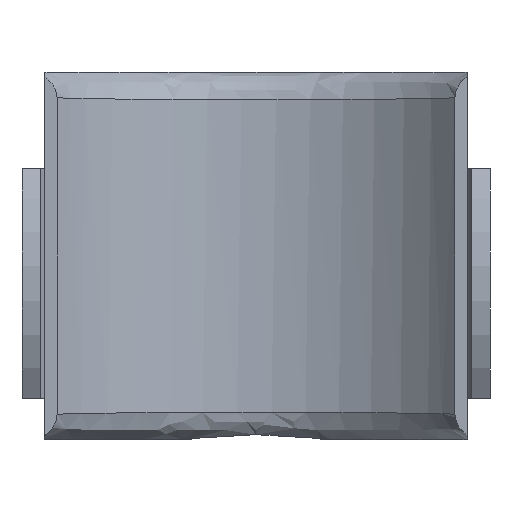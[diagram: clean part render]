
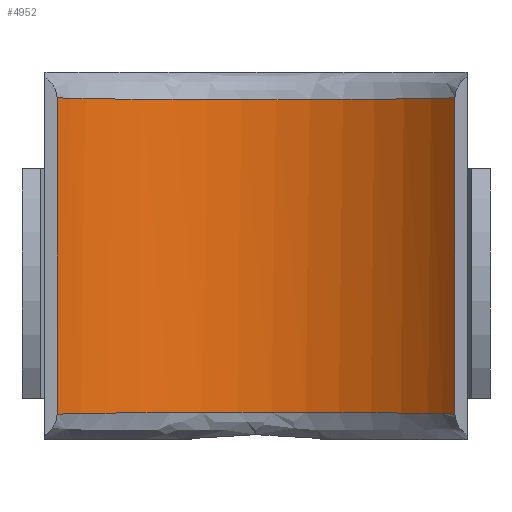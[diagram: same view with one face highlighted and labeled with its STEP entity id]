
A CAD part, front view. The second image highlights one B-rep face of the part: STEP entity #4952.
In plain terms, the highlighted cylindrical face has radius 28.5 mm (diameter 57 mm), a partial arc.
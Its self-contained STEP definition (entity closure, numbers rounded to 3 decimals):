
#252 = CARTESIAN_POINT ( 'NONE',  ( 10.089, -1.767, -17.064 ) ) ;
#270 = CARTESIAN_POINT ( 'NONE',  ( 12.41, -2.839, -17.08 ) ) ;
#344 = CARTESIAN_POINT ( 'NONE',  ( 2.064, -0.056, 17.043 ) ) ;
#384 = CARTESIAN_POINT ( 'NONE',  ( -21.679, -10., 17.234 ) ) ;
#699 = CARTESIAN_POINT ( 'NONE',  ( -10.994, -2.201, -17.071 ) ) ;
#744 = CARTESIAN_POINT ( 'NONE',  ( -9.551, -1.643, -17.063 ) ) ;
#758 = CARTESIAN_POINT ( 'NONE',  ( 0., -28.5, 20. ) ) ;
#764 = CARTESIAN_POINT ( 'NONE',  ( -7.095, -0.878, -17.052 ) ) ;
#819 = CARTESIAN_POINT ( 'NONE',  ( -7.095, -0.878, 17.052 ) ) ;
#822 = EDGE_LOOP ( 'NONE', ( #3088, #3949, #4365, #2488 ) ) ;
#838 = CARTESIAN_POINT ( 'NONE',  ( -18.788, -7.063, 17.161 ) ) ;
#943 = B_SPLINE_CURVE_WITH_KNOTS ( 'NONE', 3,
 ( #6198, #4240, #4674, #5214, #1292, #1786, #5195, #3769, #4707, #3247, #1352, #4753, #1826, #6117, #1747, #344, #4690, #4261, #4731, #819, #1767, #2281, #3213, #2259, #3749, #5174, #2774, #2240, #5231, #838, #5646, #2225, #1800, #384 ),
 .UNSPECIFIED., .F., .F.,
 ( 4, 2, 2, 2, 2, 2, 2, 2, 2, 2, 2, 2, 2, 2, 2, 2, 4 ),
 ( 0., 0.006, 0.009, 0.011, 0.012, 0.018, 0.02, 0.021, 0.024, 0.031, 0.034, 0.035, 0.037, 0.043, 0.044, 0.046, 0.049 ),
 .UNSPECIFIED. ) ;
#1176 = CARTESIAN_POINT ( 'NONE',  ( 5.129, -0.461, -17.047 ) ) ;
#1213 = CARTESIAN_POINT ( 'NONE',  ( -4.102, -0.223, -17.044 ) ) ;
#1234 = CARTESIAN_POINT ( 'NONE',  ( -8.083, -1.151, -17.056 ) ) ;
#1292 = CARTESIAN_POINT ( 'NONE',  ( 15.557, -4.598, 17.11 ) ) ;
#1333 = CARTESIAN_POINT ( 'NONE',  ( -21.679, -10., 17.234 ) ) ;
#1352 = CARTESIAN_POINT ( 'NONE',  ( 8.154, -1.114, 17.055 ) ) ;
#1432 = VERTEX_POINT ( 'NONE', #5386 ) ;
#1554 = AXIS2_PLACEMENT_3D ( 'NONE', #758, #3724, #4219 ) ;
#1569 = VECTOR ( 'NONE', #4028, 1000. ) ;
#1647 = CARTESIAN_POINT ( 'NONE',  ( 3.6, -0.224, -17.045 ) ) ;
#1747 = CARTESIAN_POINT ( 'NONE',  ( 3.6, -0.224, 17.045 ) ) ;
#1751 = EDGE_CURVE ( 'NONE', #2960, #1432, #2374, .T. ) ;
#1767 = CARTESIAN_POINT ( 'NONE',  ( -8.083, -1.151, 17.056 ) ) ;
#1786 = CARTESIAN_POINT ( 'NONE',  ( 14.229, -3.801, 17.096 ) ) ;
#1800 = CARTESIAN_POINT ( 'NONE',  ( -21.008, -9.213, 17.213 ) ) ;
#1826 = CARTESIAN_POINT ( 'NONE',  ( 5.129, -0.461, 17.047 ) ) ;
#2130 = CARTESIAN_POINT ( 'NONE',  ( 13.779, -3.547, -17.092 ) ) ;
#2152 = CARTESIAN_POINT ( 'NONE',  ( -10.038, -1.821, -17.065 ) ) ;
#2225 = CARTESIAN_POINT ( 'NONE',  ( -20.297, -8.466, 17.194 ) ) ;
#2240 = CARTESIAN_POINT ( 'NONE',  ( -17.594, -6.073, 17.139 ) ) ;
#2259 = CARTESIAN_POINT ( 'NONE',  ( -10.994, -2.201, 17.071 ) ) ;
#2281 = CARTESIAN_POINT ( 'NONE',  ( -9.551, -1.643, 17.063 ) ) ;
#2374 = B_SPLINE_CURVE_WITH_KNOTS ( 'NONE', 3,
 ( #5555, #3136, #4603, #5070, #3110, #2655, #3632, #5991, #5093, #3588, #699, #2152, #744, #1234, #764, #1213, #4578, #4084, #4149, #1647, #5577, #1176, #5053, #3177, #252, #270, #4166, #2130, #6106, #6145, #3198, #3710, #2780, #5632 ),
 .UNSPECIFIED., .F., .F.,
 ( 4, 2, 2, 2, 2, 2, 2, 2, 2, 2, 2, 2, 2, 2, 2, 2, 4 ),
 ( 0., 0.003, 0.005, 0.006, 0.012, 0.014, 0.015, 0.019, 0.025, 0.028, 0.029, 0.031, 0.037, 0.039, 0.04, 0.043, 0.049 ),
 .UNSPECIFIED. ) ;
#2488 = ORIENTED_EDGE ( 'NONE', *, *, #4494, .T. ) ;
#2655 = CARTESIAN_POINT ( 'NONE',  ( -17.999, -6.397, -17.146 ) ) ;
#2774 = CARTESIAN_POINT ( 'NONE',  ( -15.54, -4.52, 17.108 ) ) ;
#2780 = CARTESIAN_POINT ( 'NONE',  ( 20.336, -8.426, -17.191 ) ) ;
#2960 = VERTEX_POINT ( 'NONE', #4696 ) ;
#3012 = VERTEX_POINT ( 'NONE', #3694 ) ;
#3088 = ORIENTED_EDGE ( 'NONE', *, *, #3343, .F. ) ;
#3110 = CARTESIAN_POINT ( 'NONE',  ( -18.788, -7.063, -17.161 ) ) ;
#3136 = CARTESIAN_POINT ( 'NONE',  ( -21.008, -9.213, -17.213 ) ) ;
#3177 = CARTESIAN_POINT ( 'NONE',  ( 8.154, -1.114, -17.055 ) ) ;
#3198 = CARTESIAN_POINT ( 'NONE',  ( 16.407, -5.174, -17.121 ) ) ;
#3213 = CARTESIAN_POINT ( 'NONE',  ( -10.038, -1.821, 17.065 ) ) ;
#3247 = CARTESIAN_POINT ( 'NONE',  ( 10.089, -1.767, 17.064 ) ) ;
#3343 = EDGE_CURVE ( 'NONE', #2960, #4513, #5439, .T. ) ;
#3523 = FACE_OUTER_BOUND ( 'NONE', #822, .T. ) ;
#3588 = CARTESIAN_POINT ( 'NONE',  ( -11.465, -2.403, -17.074 ) ) ;
#3632 = CARTESIAN_POINT ( 'NONE',  ( -17.594, -6.073, -17.139 ) ) ;
#3694 = CARTESIAN_POINT ( 'NONE',  ( 21.679, -10., 17.234 ) ) ;
#3710 = CARTESIAN_POINT ( 'NONE',  ( 18.848, -7.025, -17.159 ) ) ;
#3724 = DIRECTION ( 'NONE',  ( 0., 0., -1. ) ) ;
#3749 = CARTESIAN_POINT ( 'NONE',  ( -11.465, -2.403, 17.074 ) ) ;
#3769 = CARTESIAN_POINT ( 'NONE',  ( 12.87, -3.066, 17.084 ) ) ;
#3831 = EDGE_CURVE ( 'NONE', #3012, #1432, #4541, .T. ) ;
#3949 = ORIENTED_EDGE ( 'NONE', *, *, #1751, .T. ) ;
#3988 = CYLINDRICAL_SURFACE ( 'NONE', #1554, 28.5 ) ;
#4028 = DIRECTION ( 'NONE',  ( 0., 0., 1. ) ) ;
#4084 = CARTESIAN_POINT ( 'NONE',  ( 1.034, 0., -17.042 ) ) ;
#4149 = CARTESIAN_POINT ( 'NONE',  ( 2.064, -0.056, -17.043 ) ) ;
#4166 = CARTESIAN_POINT ( 'NONE',  ( 12.87, -3.066, -17.084 ) ) ;
#4219 = DIRECTION ( 'NONE',  ( -1., 0., 0. ) ) ;
#4240 = CARTESIAN_POINT ( 'NONE',  ( 20.336, -8.426, 17.191 ) ) ;
#4261 = CARTESIAN_POINT ( 'NONE',  ( -2.07, 0., 17.042 ) ) ;
#4365 = ORIENTED_EDGE ( 'NONE', *, *, #3831, .F. ) ;
#4494 = EDGE_CURVE ( 'NONE', #3012, #4513, #943, .T. ) ;
#4513 = VERTEX_POINT ( 'NONE', #1333 ) ;
#4541 = LINE ( 'NONE', #5034, #5879 ) ;
#4578 = CARTESIAN_POINT ( 'NONE',  ( -2.07, 0., -17.042 ) ) ;
#4603 = CARTESIAN_POINT ( 'NONE',  ( -20.297, -8.466, -17.194 ) ) ;
#4674 = CARTESIAN_POINT ( 'NONE',  ( 18.848, -7.025, 17.159 ) ) ;
#4690 = CARTESIAN_POINT ( 'NONE',  ( 1.034, 0., 17.042 ) ) ;
#4696 = CARTESIAN_POINT ( 'NONE',  ( -21.679, -10., -17.234 ) ) ;
#4707 = CARTESIAN_POINT ( 'NONE',  ( 12.41, -2.839, 17.08 ) ) ;
#4731 = CARTESIAN_POINT ( 'NONE',  ( -4.102, -0.223, 17.044 ) ) ;
#4753 = CARTESIAN_POINT ( 'NONE',  ( 5.638, -0.559, 17.049 ) ) ;
#4952 = ADVANCED_FACE ( 'NONE', ( #3523 ), #3988, .F. ) ;
#4999 = CARTESIAN_POINT ( 'NONE',  ( -21.679, -10., 20. ) ) ;
#5034 = CARTESIAN_POINT ( 'NONE',  ( 21.679, -10., 20. ) ) ;
#5053 = CARTESIAN_POINT ( 'NONE',  ( 5.638, -0.559, -17.049 ) ) ;
#5070 = CARTESIAN_POINT ( 'NONE',  ( -19.173, -7.407, -17.169 ) ) ;
#5071 = DIRECTION ( 'NONE',  ( 0., 0., -1. ) ) ;
#5093 = CARTESIAN_POINT ( 'NONE',  ( -13.787, -3.473, -17.09 ) ) ;
#5174 = CARTESIAN_POINT ( 'NONE',  ( -13.787, -3.473, 17.09 ) ) ;
#5195 = CARTESIAN_POINT ( 'NONE',  ( 13.779, -3.547, 17.092 ) ) ;
#5214 = CARTESIAN_POINT ( 'NONE',  ( 16.407, -5.174, 17.121 ) ) ;
#5231 = CARTESIAN_POINT ( 'NONE',  ( -17.999, -6.397, 17.146 ) ) ;
#5386 = CARTESIAN_POINT ( 'NONE',  ( 21.679, -10., -17.234 ) ) ;
#5439 = LINE ( 'NONE', #4999, #1569 ) ;
#5555 = CARTESIAN_POINT ( 'NONE',  ( -21.679, -10., -17.234 ) ) ;
#5577 = CARTESIAN_POINT ( 'NONE',  ( 4.111, -0.293, -17.045 ) ) ;
#5632 = CARTESIAN_POINT ( 'NONE',  ( 21.679, -10., -17.234 ) ) ;
#5646 = CARTESIAN_POINT ( 'NONE',  ( -19.173, -7.407, 17.169 ) ) ;
#5879 = VECTOR ( 'NONE', #5071, 1000. ) ;
#5991 = CARTESIAN_POINT ( 'NONE',  ( -15.54, -4.52, -17.108 ) ) ;
#6106 = CARTESIAN_POINT ( 'NONE',  ( 14.229, -3.801, -17.096 ) ) ;
#6117 = CARTESIAN_POINT ( 'NONE',  ( 4.111, -0.293, 17.045 ) ) ;
#6145 = CARTESIAN_POINT ( 'NONE',  ( 15.557, -4.598, -17.11 ) ) ;
#6198 = CARTESIAN_POINT ( 'NONE',  ( 21.679, -10., 17.234 ) ) ;
